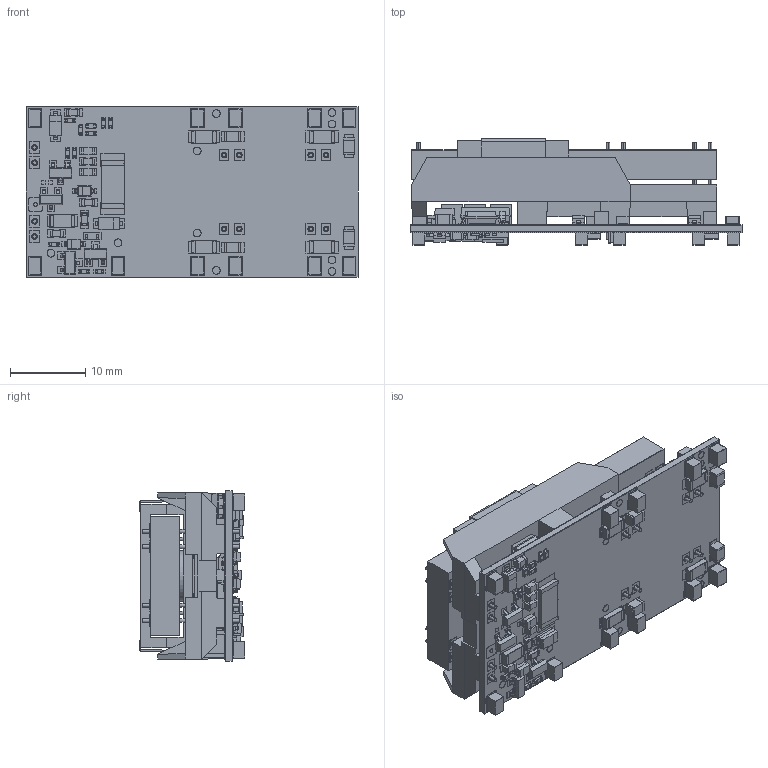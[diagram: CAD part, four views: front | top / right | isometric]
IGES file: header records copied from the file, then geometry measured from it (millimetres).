
Start section: SolidWorks IGES file using analytic representation for surfaces
Global section: file name: MGJ6QPM.IGS; native system: SolidWorks 2015; preprocessor: SolidWorks 2015; author: LFrancis; date: 170213.125208; units: inch
Bounding box: 44.07 x 14.05 x 22.61 mm (x, y, z)
Surface area: 18013.8 mm2 (no closed solid volume)
Topology: 0 solids, 0 shells, 5476 faces, 32556 edges, 32540 vertices
Faces by surface type: bspline 4864, revolution 612
